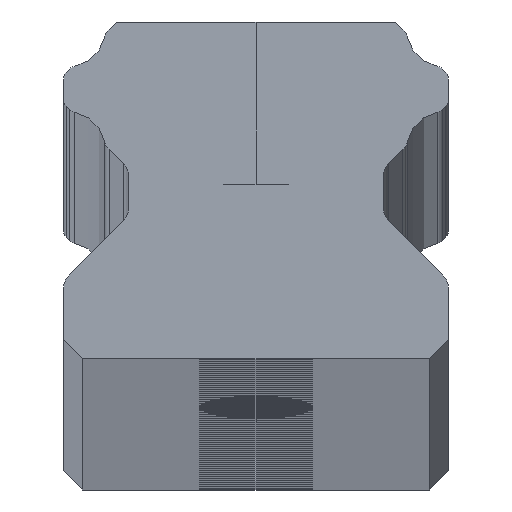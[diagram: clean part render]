
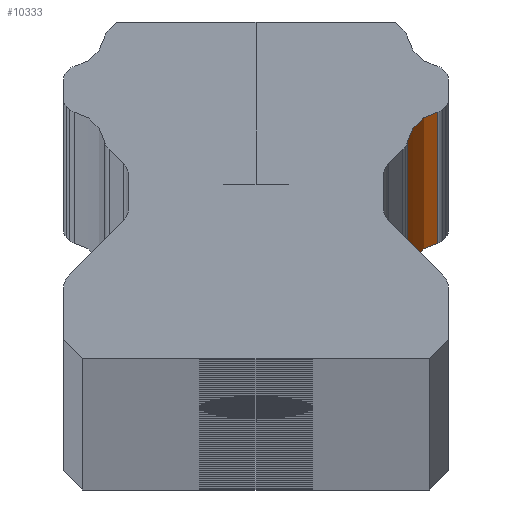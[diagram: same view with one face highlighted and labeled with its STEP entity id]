
A CAD part, top view. The second image highlights one B-rep face of the part: STEP entity #10333.
In plain terms, the highlighted cylindrical face has radius 2 mm (diameter 4 mm), a partial arc.
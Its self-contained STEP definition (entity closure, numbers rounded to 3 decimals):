
#631 = EDGE_CURVE ( 'NONE', #5382, #3033, #793, .T. ) ;
#793 = LINE ( 'NONE', #1481, #4748 ) ;
#1111 = CARTESIAN_POINT ( 'NONE',  ( 9.432, -1.182, 1950. ) ) ;
#1173 = AXIS2_PLACEMENT_3D ( 'NONE', #2199, #4007, #10279 ) ;
#1481 = CARTESIAN_POINT ( 'NONE',  ( 7.847, -2.767, 1950. ) ) ;
#1959 = AXIS2_PLACEMENT_3D ( 'NONE', #2036, #3851, #9363 ) ;
#2036 = CARTESIAN_POINT ( 'NONE',  ( 9.811, -3.146, 1950. ) ) ;
#2072 = DIRECTION ( 'NONE',  ( -1., 0., 0. ) ) ;
#2199 = CARTESIAN_POINT ( 'NONE',  ( 9.811, -3.146, -1950. ) ) ;
#3033 = VERTEX_POINT ( 'NONE', #6653 ) ;
#3851 = DIRECTION ( 'NONE',  ( 0., 0., -1. ) ) ;
#4007 = DIRECTION ( 'NONE',  ( 0., 0., -1. ) ) ;
#4431 = CIRCLE ( 'NONE', #1959, 2. ) ;
#4552 = LINE ( 'NONE', #5725, #9768 ) ;
#4748 = VECTOR ( 'NONE', #11545, 1000. ) ;
#4768 = CYLINDRICAL_SURFACE ( 'NONE', #6894, 2. ) ;
#4952 = ORIENTED_EDGE ( 'NONE', *, *, #7430, .F. ) ;
#5003 = VERTEX_POINT ( 'NONE', #8164 ) ;
#5382 = VERTEX_POINT ( 'NONE', #7568 ) ;
#5427 = EDGE_CURVE ( 'NONE', #3033, #5003, #10209, .T. ) ;
#5619 = ORIENTED_EDGE ( 'NONE', *, *, #8317, .F. ) ;
#5690 = DIRECTION ( 'NONE',  ( 0., 0., -1. ) ) ;
#5725 = CARTESIAN_POINT ( 'NONE',  ( 9.432, -1.182, 1950. ) ) ;
#6653 = CARTESIAN_POINT ( 'NONE',  ( 7.847, -2.767, -1950. ) ) ;
#6894 = AXIS2_PLACEMENT_3D ( 'NONE', #9360, #10200, #2072 ) ;
#6992 = VERTEX_POINT ( 'NONE', #1111 ) ;
#7144 = FACE_OUTER_BOUND ( 'NONE', #8865, .T. ) ;
#7321 = ORIENTED_EDGE ( 'NONE', *, *, #631, .T. ) ;
#7430 = EDGE_CURVE ( 'NONE', #5382, #6992, #4431, .T. ) ;
#7568 = CARTESIAN_POINT ( 'NONE',  ( 7.847, -2.767, 1950. ) ) ;
#8164 = CARTESIAN_POINT ( 'NONE',  ( 9.432, -1.182, -1950. ) ) ;
#8317 = EDGE_CURVE ( 'NONE', #6992, #5003, #4552, .T. ) ;
#8865 = EDGE_LOOP ( 'NONE', ( #10162, #5619, #4952, #7321 ) ) ;
#9360 = CARTESIAN_POINT ( 'NONE',  ( 9.811, -3.146, 1950. ) ) ;
#9363 = DIRECTION ( 'NONE',  ( -1., 0., 0. ) ) ;
#9768 = VECTOR ( 'NONE', #5690, 1000. ) ;
#10162 = ORIENTED_EDGE ( 'NONE', *, *, #5427, .T. ) ;
#10200 = DIRECTION ( 'NONE',  ( 0., 0., -1. ) ) ;
#10209 = CIRCLE ( 'NONE', #1173, 2. ) ;
#10279 = DIRECTION ( 'NONE',  ( -1., 0., 0. ) ) ;
#10333 = ADVANCED_FACE ( 'NONE', ( #7144 ), #4768, .F. ) ;
#11545 = DIRECTION ( 'NONE',  ( 0., 0., -1. ) ) ;
